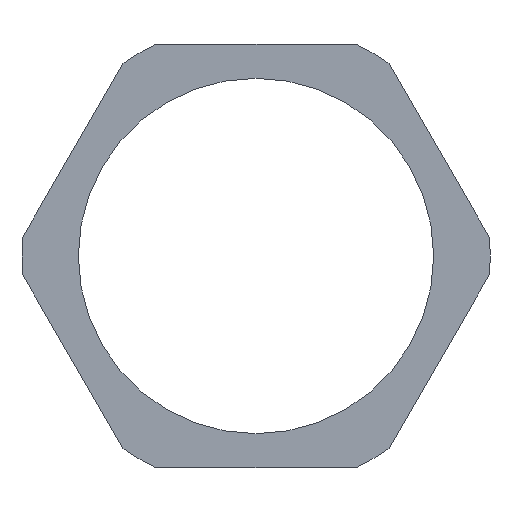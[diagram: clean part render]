
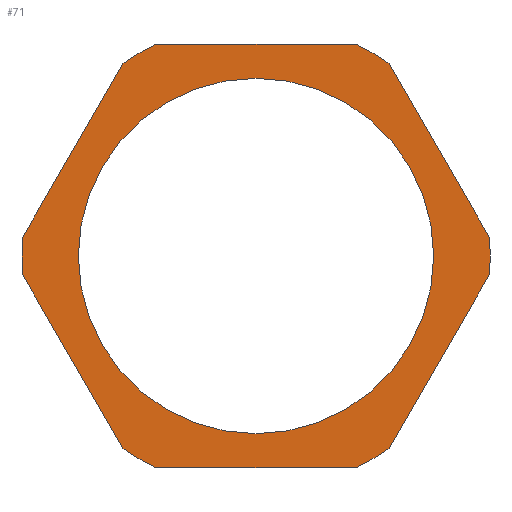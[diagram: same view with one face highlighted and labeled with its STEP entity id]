
A CAD part, front view. The second image highlights one B-rep face of the part: STEP entity #71.
In plain terms, the highlighted planar face has unit normal (0, -1, 0).
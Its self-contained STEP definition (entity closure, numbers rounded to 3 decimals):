
#5 = ORIENTED_EDGE ( 'NONE', *, *, #298, .T. ) ;
#6 = CARTESIAN_POINT ( 'NONE',  ( -23.588, 0., -34.145 ) ) ;
#18 = CARTESIAN_POINT ( 'NONE',  ( 0., 0., 0. ) ) ;
#32 = AXIS2_PLACEMENT_3D ( 'NONE', #282, #451, #241 ) ;
#50 = DIRECTION ( 'NONE',  ( 0., 1., 0. ) ) ;
#51 = ORIENTED_EDGE ( 'NONE', *, *, #506, .F. ) ;
#57 = DIRECTION ( 'NONE',  ( 0., 0., 1. ) ) ;
#60 = ORIENTED_EDGE ( 'NONE', *, *, #516, .F. ) ;
#62 = AXIS2_PLACEMENT_3D ( 'NONE', #199, #447, #57 ) ;
#65 = DIRECTION ( 'NONE',  ( 0., 0., 1. ) ) ;
#66 = CIRCLE ( 'NONE', #322, 31.5 ) ;
#69 = CARTESIAN_POINT ( 'NONE',  ( 17.776, 0., -37.5 ) ) ;
#71 = ADVANCED_FACE ( 'NONE', ( #312, #307 ), #236, .F. ) ;
#76 = CIRCLE ( 'NONE', #347, 41.5 ) ;
#81 = ORIENTED_EDGE ( 'NONE', *, *, #367, .T. ) ;
#82 = ORIENTED_EDGE ( 'NONE', *, *, #175, .F. ) ;
#84 = CIRCLE ( 'NONE', #62, 41.5 ) ;
#87 = EDGE_CURVE ( 'NONE', #274, #257, #187, .T. ) ;
#88 = CIRCLE ( 'NONE', #289, 31.5 ) ;
#89 = EDGE_CURVE ( 'NONE', #548, #233, #90, .T. ) ;
#90 = LINE ( 'NONE', #324, #266 ) ;
#101 = EDGE_LOOP ( 'NONE', ( #81, #219, #525, #51, #234, #531, #5, #518, #131, #60, #155, #82 ) ) ;
#107 = CARTESIAN_POINT ( 'NONE',  ( 0., 0., 31.5 ) ) ;
#109 = CARTESIAN_POINT ( 'NONE',  ( 0., 0., 0. ) ) ;
#117 = EDGE_CURVE ( 'NONE', #274, #495, #494, .T. ) ;
#119 = CARTESIAN_POINT ( 'NONE',  ( 23.588, 0., 34.145 ) ) ;
#121 = CARTESIAN_POINT ( 'NONE',  ( 21.651, 0., 37.5 ) ) ;
#123 = VERTEX_POINT ( 'NONE', #6 ) ;
#125 = DIRECTION ( 'NONE',  ( 0., 0., 1. ) ) ;
#131 = ORIENTED_EDGE ( 'NONE', *, *, #352, .T. ) ;
#137 = DIRECTION ( 'NONE',  ( -0.5, 0., -0.866 ) ) ;
#146 = DIRECTION ( 'NONE',  ( 0., 0., 1. ) ) ;
#151 = DIRECTION ( 'NONE',  ( 0., 0., 1. ) ) ;
#155 = ORIENTED_EDGE ( 'NONE', *, *, #218, .T. ) ;
#158 = AXIS2_PLACEMENT_3D ( 'NONE', #275, #50, #146 ) ;
#159 = CARTESIAN_POINT ( 'NONE',  ( -21.651, 0., 37.5 ) ) ;
#163 = DIRECTION ( 'NONE',  ( -0.5, 0., 0.866 ) ) ;
#166 = CARTESIAN_POINT ( 'NONE',  ( -41.364, 0., 3.355 ) ) ;
#170 = CARTESIAN_POINT ( 'NONE',  ( 0., 0., 0. ) ) ;
#175 = EDGE_CURVE ( 'NONE', #542, #382, #348, .T. ) ;
#181 = EDGE_CURVE ( 'NONE', #123, #309, #223, .T. ) ;
#187 = LINE ( 'NONE', #280, #375 ) ;
#191 = CIRCLE ( 'NONE', #479, 41.5 ) ;
#198 = CARTESIAN_POINT ( 'NONE',  ( 0., 0., 0. ) ) ;
#199 = CARTESIAN_POINT ( 'NONE',  ( 0., 0., 0. ) ) ;
#201 = CARTESIAN_POINT ( 'NONE',  ( -17.776, 0., -37.5 ) ) ;
#204 = DIRECTION ( 'NONE',  ( 0., -1., 0. ) ) ;
#207 = CARTESIAN_POINT ( 'NONE',  ( -17.776, 0., 37.5 ) ) ;
#209 = CARTESIAN_POINT ( 'NONE',  ( -23.588, 0., 34.145 ) ) ;
#216 = VECTOR ( 'NONE', #163, 1000. ) ;
#218 = EDGE_CURVE ( 'NONE', #476, #382, #191, .T. ) ;
#219 = ORIENTED_EDGE ( 'NONE', *, *, #87, .F. ) ;
#222 = LINE ( 'NONE', #537, #406 ) ;
#223 = CIRCLE ( 'NONE', #272, 41.5 ) ;
#224 = ORIENTED_EDGE ( 'NONE', *, *, #463, .F. ) ;
#232 = AXIS2_PLACEMENT_3D ( 'NONE', #109, #439, #329 ) ;
#233 = VERTEX_POINT ( 'NONE', #527 ) ;
#234 = ORIENTED_EDGE ( 'NONE', *, *, #181, .T. ) ;
#236 = PLANE ( 'NONE',  #158 ) ;
#238 = DIRECTION ( 'NONE',  ( 0., -1., 0. ) ) ;
#241 = DIRECTION ( 'NONE',  ( 0., 0., 1. ) ) ;
#248 = EDGE_CURVE ( 'NONE', #299, #309, #222, .T. ) ;
#253 = DIRECTION ( 'NONE',  ( -1., 0., 0. ) ) ;
#257 = VERTEX_POINT ( 'NONE', #209 ) ;
#258 = DIRECTION ( 'NONE',  ( 0., -1., 0. ) ) ;
#262 = CARTESIAN_POINT ( 'NONE',  ( -21.651, 0., -37.5 ) ) ;
#266 = VECTOR ( 'NONE', #137, 1000. ) ;
#269 = VERTEX_POINT ( 'NONE', #533 ) ;
#272 = AXIS2_PLACEMENT_3D ( 'NONE', #441, #331, #65 ) ;
#274 = VERTEX_POINT ( 'NONE', #166 ) ;
#275 = CARTESIAN_POINT ( 'NONE',  ( 0., 0., 0. ) ) ;
#280 = CARTESIAN_POINT ( 'NONE',  ( -43.301, 0., 0. ) ) ;
#282 = CARTESIAN_POINT ( 'NONE',  ( 0., 0., 0. ) ) ;
#289 = AXIS2_PLACEMENT_3D ( 'NONE', #539, #380, #125 ) ;
#298 = EDGE_CURVE ( 'NONE', #299, #233, #84, .T. ) ;
#299 = VERTEX_POINT ( 'NONE', #69 ) ;
#300 = CARTESIAN_POINT ( 'NONE',  ( -41.364, 0., -3.355 ) ) ;
#307 = FACE_OUTER_BOUND ( 'NONE', #101, .T. ) ;
#309 = VERTEX_POINT ( 'NONE', #201 ) ;
#311 = EDGE_LOOP ( 'NONE', ( #512, #224 ) ) ;
#312 = FACE_BOUND ( 'NONE', #311, .T. ) ;
#320 = DIRECTION ( 'NONE',  ( 0.5, 0., 0.866 ) ) ;
#322 = AXIS2_PLACEMENT_3D ( 'NONE', #170, #258, #339 ) ;
#324 = CARTESIAN_POINT ( 'NONE',  ( 43.301, 0., 0. ) ) ;
#329 = DIRECTION ( 'NONE',  ( 0., 0., 1. ) ) ;
#330 = LINE ( 'NONE', #262, #216 ) ;
#331 = DIRECTION ( 'NONE',  ( 0., -1., 0. ) ) ;
#339 = DIRECTION ( 'NONE',  ( 0., 0., 1. ) ) ;
#340 = VECTOR ( 'NONE', #365, 1000. ) ;
#345 = VECTOR ( 'NONE', #505, 1000. ) ;
#347 = AXIS2_PLACEMENT_3D ( 'NONE', #18, #204, #360 ) ;
#348 = LINE ( 'NONE', #159, #340 ) ;
#352 = EDGE_CURVE ( 'NONE', #548, #269, #76, .T. ) ;
#360 = DIRECTION ( 'NONE',  ( 0., 0., 1. ) ) ;
#365 = DIRECTION ( 'NONE',  ( 1., 0., 0. ) ) ;
#367 = EDGE_CURVE ( 'NONE', #542, #257, #482, .T. ) ;
#375 = VECTOR ( 'NONE', #320, 1000. ) ;
#380 = DIRECTION ( 'NONE',  ( 0., -1., 0. ) ) ;
#382 = VERTEX_POINT ( 'NONE', #450 ) ;
#396 = VERTEX_POINT ( 'NONE', #107 ) ;
#406 = VECTOR ( 'NONE', #253, 1000. ) ;
#425 = EDGE_CURVE ( 'NONE', #396, #478, #88, .T. ) ;
#439 = DIRECTION ( 'NONE',  ( 0., -1., 0. ) ) ;
#441 = CARTESIAN_POINT ( 'NONE',  ( 0., 0., 0. ) ) ;
#443 = LINE ( 'NONE', #121, #345 ) ;
#447 = DIRECTION ( 'NONE',  ( 0., -1., 0. ) ) ;
#450 = CARTESIAN_POINT ( 'NONE',  ( 17.776, 0., 37.5 ) ) ;
#451 = DIRECTION ( 'NONE',  ( 0., -1., 0. ) ) ;
#463 = EDGE_CURVE ( 'NONE', #478, #396, #66, .T. ) ;
#476 = VERTEX_POINT ( 'NONE', #119 ) ;
#478 = VERTEX_POINT ( 'NONE', #503 ) ;
#479 = AXIS2_PLACEMENT_3D ( 'NONE', #198, #238, #151 ) ;
#482 = CIRCLE ( 'NONE', #232, 41.5 ) ;
#493 = CARTESIAN_POINT ( 'NONE',  ( 41.364, 0., -3.355 ) ) ;
#494 = CIRCLE ( 'NONE', #32, 41.5 ) ;
#495 = VERTEX_POINT ( 'NONE', #300 ) ;
#503 = CARTESIAN_POINT ( 'NONE',  ( 0., 0., -31.5 ) ) ;
#505 = DIRECTION ( 'NONE',  ( 0.5, 0., -0.866 ) ) ;
#506 = EDGE_CURVE ( 'NONE', #123, #495, #330, .T. ) ;
#512 = ORIENTED_EDGE ( 'NONE', *, *, #425, .F. ) ;
#516 = EDGE_CURVE ( 'NONE', #476, #269, #443, .T. ) ;
#518 = ORIENTED_EDGE ( 'NONE', *, *, #89, .F. ) ;
#525 = ORIENTED_EDGE ( 'NONE', *, *, #117, .T. ) ;
#527 = CARTESIAN_POINT ( 'NONE',  ( 23.588, 0., -34.145 ) ) ;
#531 = ORIENTED_EDGE ( 'NONE', *, *, #248, .F. ) ;
#533 = CARTESIAN_POINT ( 'NONE',  ( 41.364, 0., 3.355 ) ) ;
#537 = CARTESIAN_POINT ( 'NONE',  ( 21.651, 0., -37.5 ) ) ;
#539 = CARTESIAN_POINT ( 'NONE',  ( 0., 0., 0. ) ) ;
#542 = VERTEX_POINT ( 'NONE', #207 ) ;
#548 = VERTEX_POINT ( 'NONE', #493 ) ;
